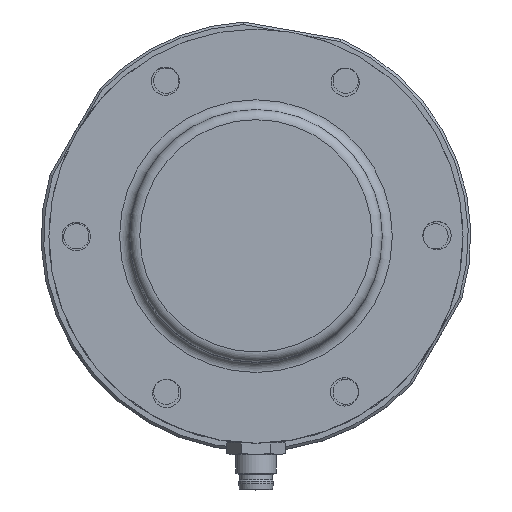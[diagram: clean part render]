
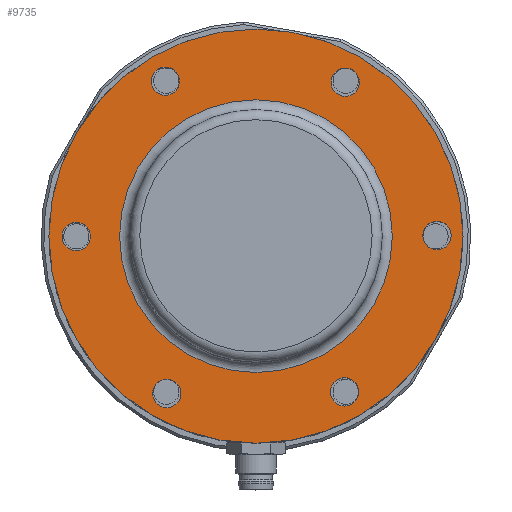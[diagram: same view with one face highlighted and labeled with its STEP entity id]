
A CAD part, top view. The second image highlights one B-rep face of the part: STEP entity #9735.
In plain terms, the highlighted planar face has unit normal (0, 0, 1).
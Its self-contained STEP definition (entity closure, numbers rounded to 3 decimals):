
#146=FACE_BOUND('',#3346,.T.);
#147=FACE_BOUND('',#3347,.T.);
#148=FACE_BOUND('',#3348,.T.);
#149=FACE_BOUND('',#3349,.T.);
#150=FACE_BOUND('',#3350,.T.);
#151=FACE_BOUND('',#3351,.T.);
#152=FACE_BOUND('',#3352,.T.);
#328=PLANE('',#10740);
#2698=FACE_OUTER_BOUND('',#3345,.T.);
#3345=EDGE_LOOP('',(#8061));
#3346=EDGE_LOOP('',(#8062));
#3347=EDGE_LOOP('',(#8063));
#3348=EDGE_LOOP('',(#8064));
#3349=EDGE_LOOP('',(#8065));
#3350=EDGE_LOOP('',(#8066));
#3351=EDGE_LOOP('',(#8067));
#3352=EDGE_LOOP('',(#8068));
#4092=CIRCLE('',#10739,27.);
#4093=CIRCLE('',#10741,41.);
#4094=CIRCLE('',#10742,2.8);
#4095=CIRCLE('',#10743,2.8);
#4096=CIRCLE('',#10744,2.8);
#4097=CIRCLE('',#10745,2.8);
#4098=CIRCLE('',#10746,2.8);
#4099=CIRCLE('',#10747,2.8);
#4731=VERTEX_POINT('',#16166);
#4732=VERTEX_POINT('',#16170);
#4733=VERTEX_POINT('',#16172);
#4734=VERTEX_POINT('',#16174);
#4735=VERTEX_POINT('',#16176);
#4736=VERTEX_POINT('',#16178);
#4737=VERTEX_POINT('',#16180);
#4738=VERTEX_POINT('',#16182);
#5912=EDGE_CURVE('',#4731,#4731,#4092,.T.);
#5913=EDGE_CURVE('',#4732,#4732,#4093,.T.);
#5914=EDGE_CURVE('',#4733,#4733,#4094,.T.);
#5915=EDGE_CURVE('',#4734,#4734,#4095,.T.);
#5916=EDGE_CURVE('',#4735,#4735,#4096,.T.);
#5917=EDGE_CURVE('',#4736,#4736,#4097,.T.);
#5918=EDGE_CURVE('',#4737,#4737,#4098,.T.);
#5919=EDGE_CURVE('',#4738,#4738,#4099,.T.);
#8061=ORIENTED_EDGE('',*,*,#5913,.T.);
#8062=ORIENTED_EDGE('',*,*,#5914,.T.);
#8063=ORIENTED_EDGE('',*,*,#5915,.T.);
#8064=ORIENTED_EDGE('',*,*,#5916,.T.);
#8065=ORIENTED_EDGE('',*,*,#5917,.T.);
#8066=ORIENTED_EDGE('',*,*,#5918,.T.);
#8067=ORIENTED_EDGE('',*,*,#5919,.T.);
#8068=ORIENTED_EDGE('',*,*,#5912,.F.);
#9735=ADVANCED_FACE('',(#2698,#146,#147,#148,#149,#150,#151,#152),#328,
 .T.);
#10739=AXIS2_PLACEMENT_3D('',#16168,#12749,#12750);
#10740=AXIS2_PLACEMENT_3D('',#16169,#12751,#12752);
#10741=AXIS2_PLACEMENT_3D('',#16171,#12753,#12754);
#10742=AXIS2_PLACEMENT_3D('',#16173,#12755,#12756);
#10743=AXIS2_PLACEMENT_3D('',#16175,#12757,#12758);
#10744=AXIS2_PLACEMENT_3D('',#16177,#12759,#12760);
#10745=AXIS2_PLACEMENT_3D('',#16179,#12761,#12762);
#10746=AXIS2_PLACEMENT_3D('',#16181,#12763,#12764);
#10747=AXIS2_PLACEMENT_3D('',#16183,#12765,#12766);
#12749=DIRECTION('center_axis',(0.,0.,1.));
#12750=DIRECTION('ref_axis',(-1.,0.,0.));
#12751=DIRECTION('center_axis',(0.,0.,1.));
#12752=DIRECTION('ref_axis',(1.,0.,0.));
#12753=DIRECTION('center_axis',(0.,0.,1.));
#12754=DIRECTION('ref_axis',(0.,1.,0.));
#12755=DIRECTION('center_axis',(0.,0.,-1.));
#12756=DIRECTION('ref_axis',(-1.,0.,0.));
#12757=DIRECTION('center_axis',(0.,0.,-1.));
#12758=DIRECTION('ref_axis',(-1.,0.,0.));
#12759=DIRECTION('center_axis',(0.,0.,-1.));
#12760=DIRECTION('ref_axis',(-1.,0.,0.));
#12761=DIRECTION('center_axis',(0.,0.,-1.));
#12762=DIRECTION('ref_axis',(-1.,0.,0.));
#12763=DIRECTION('center_axis',(0.,0.,-1.));
#12764=DIRECTION('ref_axis',(-1.,0.,0.));
#12765=DIRECTION('center_axis',(0.,0.,-1.));
#12766=DIRECTION('ref_axis',(-1.,0.,0.));
#16166=CARTESIAN_POINT('',(27.,0.,15.5));
#16168=CARTESIAN_POINT('Origin',(0.,0.,15.5));
#16169=CARTESIAN_POINT('Origin',(0.,0.,15.5));
#16170=CARTESIAN_POINT('',(0.,-41.,15.5));
#16171=CARTESIAN_POINT('Origin',(0.,0.,15.5));
#16172=CARTESIAN_POINT('',(20.341,-30.834,15.5));
#16173=CARTESIAN_POINT('Origin',(17.541,-30.834,15.5));
#16174=CARTESIAN_POINT('',(20.467,30.477,15.5));
#16175=CARTESIAN_POINT('Origin',(17.667,30.477,15.5));
#16176=CARTESIAN_POINT('',(-32.782,-0.064,15.5));
#16177=CARTESIAN_POINT('Origin',(-35.582,-0.064,
15.5));
#16178=CARTESIAN_POINT('',(-15.147,30.685,15.5));
#16179=CARTESIAN_POINT('Origin',(-17.947,30.685,15.5));
#16180=CARTESIAN_POINT('',(-14.852,-31.142,15.5));
#16181=CARTESIAN_POINT('Origin',(-17.652,-31.142,15.5));
#16182=CARTESIAN_POINT('',(38.649,0.124,15.5));
#16183=CARTESIAN_POINT('Origin',(35.849,0.124,15.5));
